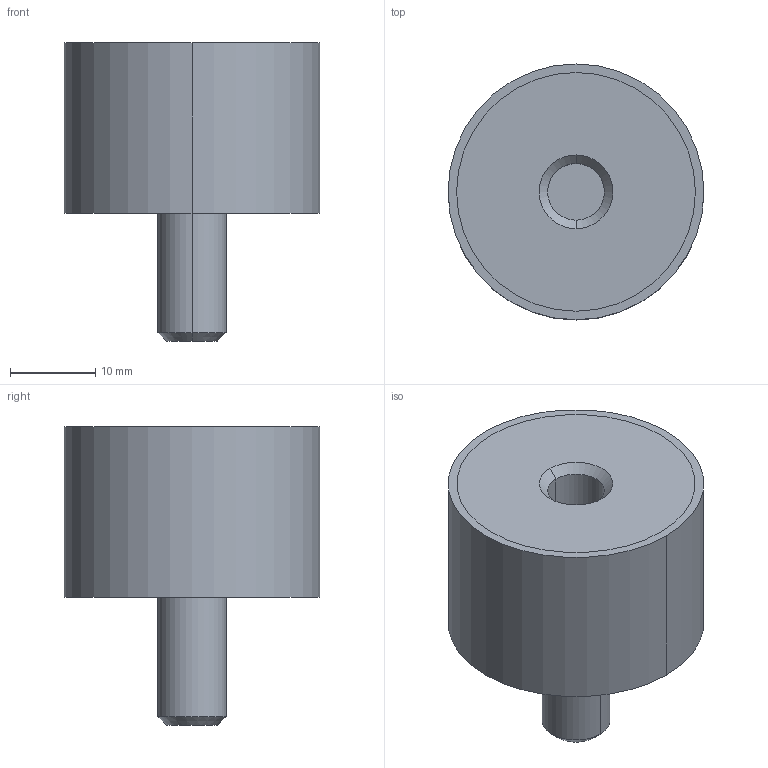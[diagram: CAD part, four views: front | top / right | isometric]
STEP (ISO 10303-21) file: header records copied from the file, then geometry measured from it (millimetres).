
FILE_DESCRIPTION((''),'2;1');
FILE_NAME('000-00638_ASM','2017-07-05T',('cfitz'),('vacuvane vacuum technology gmbh'),'CREO PARAMETRIC BY PTC INC, 2016130','CREO PARAMETRIC BY PTC INC, 2016130','');
FILE_SCHEMA(('CONFIG_CONTROL_DESIGN'));
Length unit declared in the file: millimetre
Products named in the file (3): 000-00638-ELAST; 000-00638-METALL; 000-00638_ASM
Assembly tree (2 placements, depth 2):
  000-00638_ASM
    000-00638-ELAST
    000-00638-METALL
Bounding box: 30 x 30 x 35 mm (x, y, z)
Volume: 14590.5 mm3; surface area: 7516.3 mm2
Topology: 3 solids, 3 shells, 39 faces, 74 edges, 48 vertices
Faces by surface type: cylinder 22, plane 13, cone 4
Entity records: 1094 total; most frequent: DIRECTION 210, CARTESIAN_POINT 166, ORIENTED_EDGE 148, AXIS2_PLACEMENT_3D 92, EDGE_CURVE 74, VERTEX_POINT 48, EDGE_LOOP 48, CIRCLE 48
